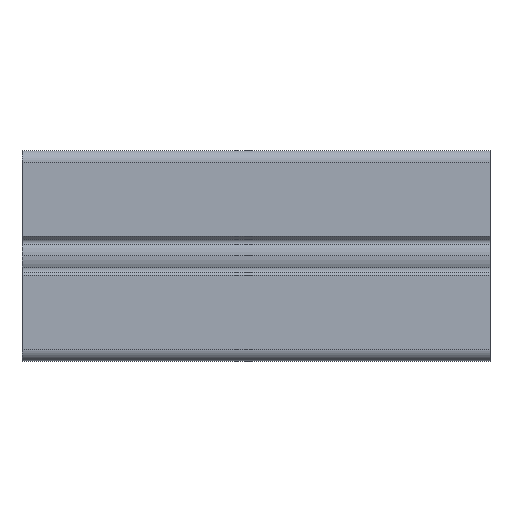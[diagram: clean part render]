
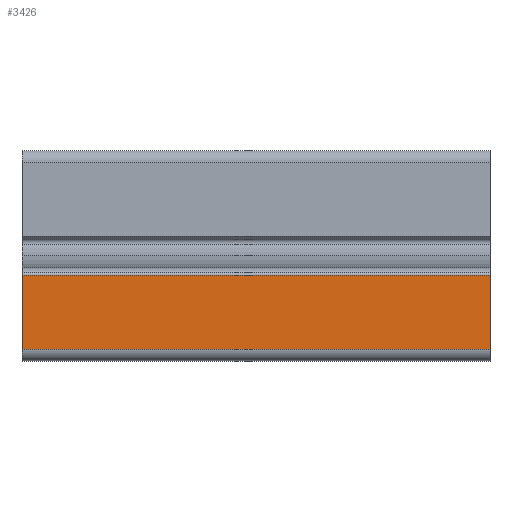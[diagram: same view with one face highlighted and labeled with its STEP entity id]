
A CAD part, top view. The second image highlights one B-rep face of the part: STEP entity #3426.
In plain terms, the highlighted planar face has unit normal (0, 0, 1).
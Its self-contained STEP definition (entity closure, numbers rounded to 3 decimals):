
#153 = CARTESIAN_POINT ( 'NONE',  ( 0., -20., 22.5 ) ) ;
#173 = CARTESIAN_POINT ( 'NONE',  ( 100., -4.151, 22.5 ) ) ;
#224 = CARTESIAN_POINT ( 'NONE',  ( 0., -4.151, 22.5 ) ) ;
#249 = CARTESIAN_POINT ( 'NONE',  ( 100., -20., 22.5 ) ) ;
#576 = CARTESIAN_POINT ( 'NONE',  ( 100., -4.151, 22.5 ) ) ;
#583 = FACE_OUTER_BOUND ( 'NONE', #1912, .T. ) ;
#584 = PLANE ( 'NONE',  #1265 ) ;
#587 = DIRECTION ( 'NONE',  ( 0., 0., -1. ) ) ;
#588 = DIRECTION ( 'NONE',  ( -1., 0., 0. ) ) ;
#613 = LINE ( 'NONE', #1510, #1168 ) ;
#1168 = VECTOR ( 'NONE', #1511, 1000. ) ;
#1265 = AXIS2_PLACEMENT_3D ( 'NONE', #576, #587, #588 ) ;
#1273 = VECTOR ( 'NONE', #1519, 1000. ) ;
#1274 = VECTOR ( 'NONE', #1523, 1000. ) ;
#1315 = VECTOR ( 'NONE', #1616, 1000. ) ;
#1510 = CARTESIAN_POINT ( 'NONE',  ( 100., -4.151, 22.5 ) ) ;
#1511 = DIRECTION ( 'NONE',  ( -1., 0., 0. ) ) ;
#1517 = LINE ( 'NONE', #1518, #1273 ) ;
#1518 = CARTESIAN_POINT ( 'NONE',  ( 0., -4.151, 22.5 ) ) ;
#1519 = DIRECTION ( 'NONE',  ( 0., -1., 0. ) ) ;
#1520 = LINE ( 'NONE', #1522, #1274 ) ;
#1522 = CARTESIAN_POINT ( 'NONE',  ( 100., -20., 22.5 ) ) ;
#1523 = DIRECTION ( 'NONE',  ( -1., 0., 0. ) ) ;
#1614 = LINE ( 'NONE', #1615, #1315 ) ;
#1615 = CARTESIAN_POINT ( 'NONE',  ( 100., -4.151, 22.5 ) ) ;
#1616 = DIRECTION ( 'NONE',  ( 0., -1., 0. ) ) ;
#1777 = ORIENTED_EDGE ( 'NONE', *, *, #3437, .T. ) ;
#1783 = ORIENTED_EDGE ( 'NONE', *, *, #3438, .F. ) ;
#1784 = ORIENTED_EDGE ( 'NONE', *, *, #3469, .F. ) ;
#1794 = ORIENTED_EDGE ( 'NONE', *, *, #3434, .T. ) ;
#1912 = EDGE_LOOP ( 'NONE', ( #1777, #1783, #1784, #1794 ) ) ;
#3426 = ADVANCED_FACE ( 'NONE', ( #583 ), #584, .F. ) ;
#3434 = EDGE_CURVE ( 'NONE', #4387, #4492, #613, .T. ) ;
#3437 = EDGE_CURVE ( 'NONE', #4492, #4368, #1517, .T. ) ;
#3438 = EDGE_CURVE ( 'NONE', #4524, #4368, #1520, .T. ) ;
#3469 = EDGE_CURVE ( 'NONE', #4387, #4524, #1614, .T. ) ;
#4368 = VERTEX_POINT ( 'NONE', #153 ) ;
#4387 = VERTEX_POINT ( 'NONE', #173 ) ;
#4492 = VERTEX_POINT ( 'NONE', #224 ) ;
#4524 = VERTEX_POINT ( 'NONE', #249 ) ;
